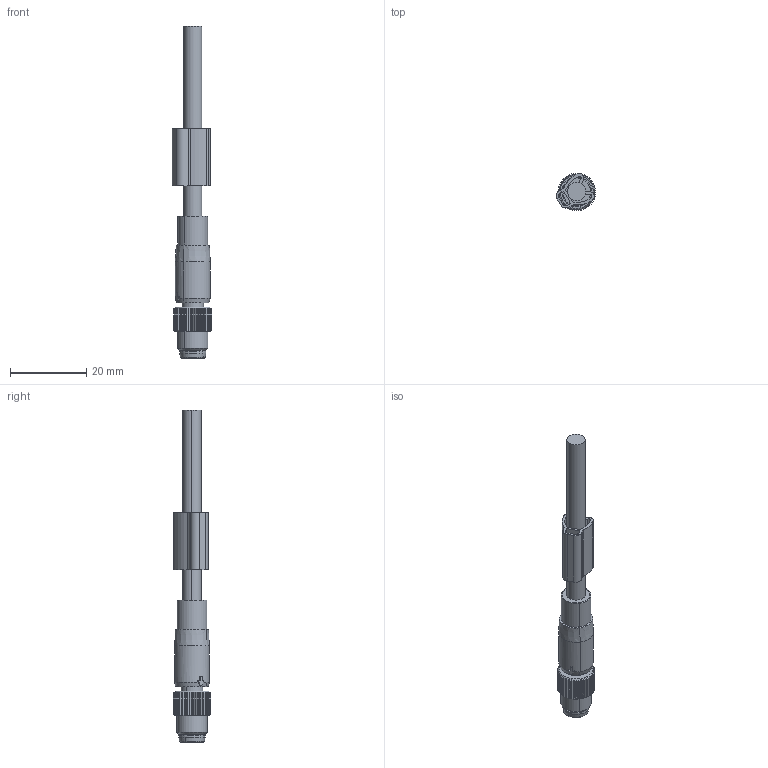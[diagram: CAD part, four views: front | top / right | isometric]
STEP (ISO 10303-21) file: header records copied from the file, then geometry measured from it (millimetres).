
FILE_DESCRIPTION(('CATIA V5 STEP Exchange','CAx-IF Rec.Pracs.--- Model Styling and Organization---1.4--- 2014-01-23'),'2;1');
FILE_NAME ('026759-1_0_1927250300_1927250300.stp','2021-03-26T06:25:34+00:00',('none'),('Weidmueller'),'CATIA Version 5-6 Release 2016 SP3 HF44','CATIA V5 STEP AP214','none');
FILE_SCHEMA(('AUTOMOTIVE_DESIGN { 1 0 10303 214 1 1 1 1 }'));
Length unit declared in the file: millimetre
Products named in the file (1): 1927250300
Bounding box: 10.32 x 9.91 x 87.3 mm (x, y, z)
Volume: 3265 mm3; surface area: 4400 mm2
Topology: 9 solids, 9 shells, 609 faces, 1618 edges, 1041 vertices
Faces by surface type: cylinder 254, plane 240, cone 75, torus 28, sphere 8, revolution 4
Entity records: 18499 total; most frequent: CARTESIAN_POINT 4866, ORIENTED_EDGE 3204, DIRECTION 2089, EDGE_CURVE 1602, AXIS2_PLACEMENT_3D 1044, VERTEX_POINT 1041, EDGE_LOOP 661, CIRCLE 610
